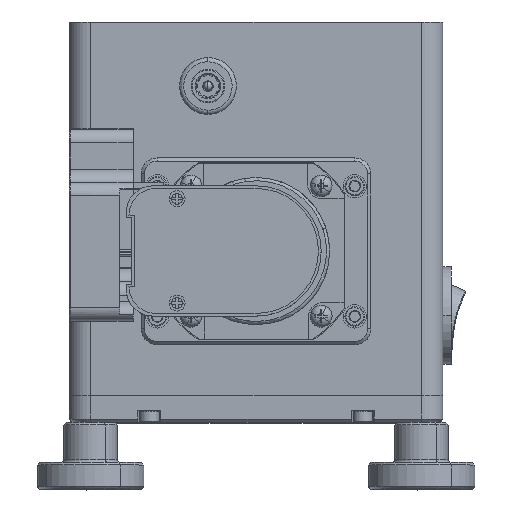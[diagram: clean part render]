
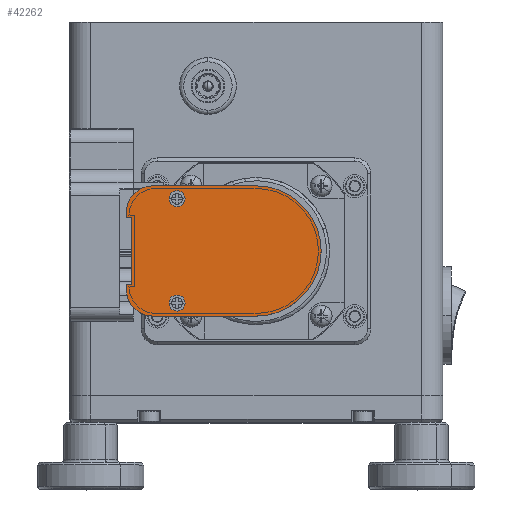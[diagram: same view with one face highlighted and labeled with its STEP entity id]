
A CAD part, top view. The second image highlights one B-rep face of the part: STEP entity #42262.
In plain terms, the highlighted planar face has unit normal (0, 0, 1).
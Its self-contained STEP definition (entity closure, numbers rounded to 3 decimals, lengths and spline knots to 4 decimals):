
#336 = DIRECTION ( 'NONE',  ( 0., -1., 0. ) ) ;
#665 = DIRECTION ( 'NONE',  ( 0., 0., 1. ) ) ;
#822 = EDGE_CURVE ( 'NONE', #67581, #101866, #42959, .T. ) ;
#927 = VECTOR ( 'NONE', #31026, 39.3701 ) ;
#3234 = VERTEX_POINT ( 'NONE', #92191 ) ;
#3602 = CARTESIAN_POINT ( 'NONE',  ( -0.965, 0.9917, 3.8197 ) ) ;
#6385 = AXIS2_PLACEMENT_3D ( 'NONE', #88003, #7644, #336 ) ;
#6521 = CARTESIAN_POINT ( 'NONE',  ( 0., 2.2117, 3.8197 ) ) ;
#7644 = DIRECTION ( 'NONE',  ( 0., 0., 1. ) ) ;
#9472 = EDGE_CURVE ( 'NONE', #79785, #33186, #47710, .T. ) ;
#10053 = DIRECTION ( 'NONE',  ( 0., -1., 0. ) ) ;
#10212 = VERTEX_POINT ( 'NONE', #50395 ) ;
#11147 = ORIENTED_EDGE ( 'NONE', *, *, #102750, .F. ) ;
#12487 = FACE_BOUND ( 'NONE', #69482, .T. ) ;
#12706 = ORIENTED_EDGE ( 'NONE', *, *, #31574, .T. ) ;
#12724 = LINE ( 'NONE', #28389, #85610 ) ;
#13331 = AXIS2_PLACEMENT_3D ( 'NONE', #53824, #28759, #101725 ) ;
#14324 = LINE ( 'NONE', #6521, #927 ) ;
#15557 = CARTESIAN_POINT ( 'NONE',  ( -1.215, 1.9617, 3.8197 ) ) ;
#16317 = CIRCLE ( 'NONE', #43014, 0.075 ) ;
#19822 = DIRECTION ( 'NONE',  ( -1., 0., 0. ) ) ;
#20394 = CARTESIAN_POINT ( 'NONE',  ( 0., 0.9917, 3.8197 ) ) ;
#20977 = CIRCLE ( 'NONE', #69188, 0.25 ) ;
#21877 = FACE_OUTER_BOUND ( 'NONE', #27875, .T. ) ;
#22574 = CARTESIAN_POINT ( 'NONE',  ( -0.74, 2.0897, 3.8197 ) ) ;
#23094 = DIRECTION ( 'NONE',  ( -1., 0., 0. ) ) ;
#26191 = CARTESIAN_POINT ( 'NONE',  ( -0.665, 1.1137, 3.8197 ) ) ;
#26549 = CIRCLE ( 'NONE', #61522, 0.075 ) ;
#26750 = DIRECTION ( 'NONE',  ( 0., 0., 1. ) ) ;
#26860 = VECTOR ( 'NONE', #52404, 39.3701 ) ;
#27329 = EDGE_CURVE ( 'NONE', #80148, #95153, #14324, .T. ) ;
#27875 = EDGE_LOOP ( 'NONE', ( #92165, #42711, #39235, #88943, #77590, #60434, #47429, #12706, #51917, #65758 ) ) ;
#28389 = CARTESIAN_POINT ( 'NONE',  ( -0.965, 0.9917, 3.8197 ) ) ;
#28759 = DIRECTION ( 'NONE',  ( 0., 0., 1. ) ) ;
#28811 = CARTESIAN_POINT ( 'NONE',  ( -0.965, 1.2417, 3.8197 ) ) ;
#29186 = DIRECTION ( 'NONE',  ( 0., 0., 1. ) ) ;
#29522 = EDGE_CURVE ( 'NONE', #95153, #85869, #44761, .T. ) ;
#31026 = DIRECTION ( 'NONE',  ( -1., 0., 0. ) ) ;
#31454 = EDGE_CURVE ( 'NONE', #85869, #96408, #81595, .T. ) ;
#31574 = EDGE_CURVE ( 'NONE', #3234, #10212, #53946, .T. ) ;
#32919 = AXIS2_PLACEMENT_3D ( 'NONE', #91288, #29186, #19822 ) ;
#32963 = AXIS2_PLACEMENT_3D ( 'NONE', #72891, #57800, #82278 ) ;
#33186 = VERTEX_POINT ( 'NONE', #41923 ) ;
#34156 = DIRECTION ( 'NONE',  ( 0., -1., 0. ) ) ;
#34958 = LINE ( 'NONE', #89722, #43724 ) ;
#37032 = PLANE ( 'NONE',  #32919 ) ;
#38837 = CARTESIAN_POINT ( 'NONE',  ( -1.215, 1.9117, 3.8197 ) ) ;
#39235 = ORIENTED_EDGE ( 'NONE', *, *, #29522, .T. ) ;
#40081 = DIRECTION ( 'NONE',  ( -1., 0., 0. ) ) ;
#41923 = CARTESIAN_POINT ( 'NONE',  ( -0.815, 1.1137, 3.8197 ) ) ;
#42262 = ADVANCED_FACE ( 'NONE', ( #12487, #83444, #21877 ), #37032, .T. ) ;
#42711 = ORIENTED_EDGE ( 'NONE', *, *, #27329, .T. ) ;
#42959 = LINE ( 'NONE', #90914, #80539 ) ;
#43014 = AXIS2_PLACEMENT_3D ( 'NONE', #56237, #94308, #40081 ) ;
#43724 = VECTOR ( 'NONE', #98044, 39.3701 ) ;
#43832 = CARTESIAN_POINT ( 'NONE',  ( -0.665, 2.0897, 3.8197 ) ) ;
#44761 = CIRCLE ( 'NONE', #6385, 0.25 ) ;
#47273 = CARTESIAN_POINT ( 'NONE',  ( -0.815, 2.0897, 3.8197 ) ) ;
#47429 = ORIENTED_EDGE ( 'NONE', *, *, #60870, .T. ) ;
#47710 = CIRCLE ( 'NONE', #61041, 0.075 ) ;
#50395 = CARTESIAN_POINT ( 'NONE',  ( -1.215, 1.2417, 3.8197 ) ) ;
#51917 = ORIENTED_EDGE ( 'NONE', *, *, #74514, .T. ) ;
#52149 = CARTESIAN_POINT ( 'NONE',  ( -1.165, 1.2917, 3.8197 ) ) ;
#52404 = DIRECTION ( 'NONE',  ( 0., -1., 0. ) ) ;
#53824 = CARTESIAN_POINT ( 'NONE',  ( -0.74, 2.0897, 3.8197 ) ) ;
#53946 = LINE ( 'NONE', #77867, #26860 ) ;
#54491 = CARTESIAN_POINT ( 'NONE',  ( -0.965, 2.2117, 3.8197 ) ) ;
#54772 = DIRECTION ( 'NONE',  ( -1., 0., 0. ) ) ;
#55257 = VERTEX_POINT ( 'NONE', #20394 ) ;
#55272 = LINE ( 'NONE', #70356, #88765 ) ;
#56237 = CARTESIAN_POINT ( 'NONE',  ( -0.74, 1.1137, 3.8197 ) ) ;
#56890 = VECTOR ( 'NONE', #34156, 39.3701 ) ;
#57800 = DIRECTION ( 'NONE',  ( 0., 0., 1. ) ) ;
#59966 = CIRCLE ( 'NONE', #13331, 0.075 ) ;
#60434 = ORIENTED_EDGE ( 'NONE', *, *, #822, .T. ) ;
#60870 = EDGE_CURVE ( 'NONE', #101866, #3234, #55272, .T. ) ;
#61041 = AXIS2_PLACEMENT_3D ( 'NONE', #64292, #665, #80476 ) ;
#61228 = DIRECTION ( 'NONE',  ( 1., 0., 0. ) ) ;
#61522 = AXIS2_PLACEMENT_3D ( 'NONE', #22574, #86713, #23094 ) ;
#62939 = CIRCLE ( 'NONE', #32963, 0.61 ) ;
#64292 = CARTESIAN_POINT ( 'NONE',  ( -0.74, 1.1137, 3.8197 ) ) ;
#64517 = CARTESIAN_POINT ( 'NONE',  ( 0., 2.2117, 3.8197 ) ) ;
#65758 = ORIENTED_EDGE ( 'NONE', *, *, #91164, .T. ) ;
#65917 = CARTESIAN_POINT ( 'NONE',  ( -1.215, 1.9617, 3.8197 ) ) ;
#67581 = VERTEX_POINT ( 'NONE', #102258 ) ;
#68120 = EDGE_CURVE ( 'NONE', #55257, #80148, #62939, .T. ) ;
#69188 = AXIS2_PLACEMENT_3D ( 'NONE', #28811, #26750, #90369 ) ;
#69482 = EDGE_LOOP ( 'NONE', ( #86464, #89230 ) ) ;
#70356 = CARTESIAN_POINT ( 'NONE',  ( -1.165, 1.2917, 3.8197 ) ) ;
#70381 = EDGE_CURVE ( 'NONE', #96408, #67581, #34958, .T. ) ;
#70455 = VERTEX_POINT ( 'NONE', #3602 ) ;
#72891 = CARTESIAN_POINT ( 'NONE',  ( 0., 1.6017, 3.8197 ) ) ;
#74514 = EDGE_CURVE ( 'NONE', #10212, #70455, #20977, .T. ) ;
#74882 = VERTEX_POINT ( 'NONE', #43832 ) ;
#77590 = ORIENTED_EDGE ( 'NONE', *, *, #70381, .T. ) ;
#77867 = CARTESIAN_POINT ( 'NONE',  ( -1.215, 1.2917, 3.8197 ) ) ;
#79785 = VERTEX_POINT ( 'NONE', #26191 ) ;
#80148 = VERTEX_POINT ( 'NONE', #64517 ) ;
#80476 = DIRECTION ( 'NONE',  ( -1., 0., 0. ) ) ;
#80539 = VECTOR ( 'NONE', #10053, 39.3701 ) ;
#81313 = EDGE_CURVE ( 'NONE', #74882, #94846, #59966, .T. ) ;
#81595 = LINE ( 'NONE', #65917, #56890 ) ;
#82278 = DIRECTION ( 'NONE',  ( 0., -1., 0. ) ) ;
#83444 = FACE_BOUND ( 'NONE', #92138, .T. ) ;
#85610 = VECTOR ( 'NONE', #61228, 39.3701 ) ;
#85869 = VERTEX_POINT ( 'NONE', #15557 ) ;
#86464 = ORIENTED_EDGE ( 'NONE', *, *, #9472, .F. ) ;
#86713 = DIRECTION ( 'NONE',  ( 0., 0., 1. ) ) ;
#87074 = ORIENTED_EDGE ( 'NONE', *, *, #81313, .F. ) ;
#88003 = CARTESIAN_POINT ( 'NONE',  ( -0.965, 1.9617, 3.8197 ) ) ;
#88765 = VECTOR ( 'NONE', #54772, 39.3701 ) ;
#88943 = ORIENTED_EDGE ( 'NONE', *, *, #31454, .T. ) ;
#89230 = ORIENTED_EDGE ( 'NONE', *, *, #101963, .F. ) ;
#89722 = CARTESIAN_POINT ( 'NONE',  ( -1.215, 1.9117, 3.8197 ) ) ;
#90369 = DIRECTION ( 'NONE',  ( 0., -1., 0. ) ) ;
#90914 = CARTESIAN_POINT ( 'NONE',  ( -1.165, 1.9117, 3.8197 ) ) ;
#91164 = EDGE_CURVE ( 'NONE', #70455, #55257, #12724, .T. ) ;
#91288 = CARTESIAN_POINT ( 'NONE',  ( 0., 1.6017, 3.8197 ) ) ;
#92138 = EDGE_LOOP ( 'NONE', ( #87074, #11147 ) ) ;
#92165 = ORIENTED_EDGE ( 'NONE', *, *, #68120, .T. ) ;
#92191 = CARTESIAN_POINT ( 'NONE',  ( -1.215, 1.2917, 3.8197 ) ) ;
#94308 = DIRECTION ( 'NONE',  ( 0., 0., 1. ) ) ;
#94846 = VERTEX_POINT ( 'NONE', #47273 ) ;
#95153 = VERTEX_POINT ( 'NONE', #54491 ) ;
#96408 = VERTEX_POINT ( 'NONE', #38837 ) ;
#98044 = DIRECTION ( 'NONE',  ( 1., 0., 0. ) ) ;
#101725 = DIRECTION ( 'NONE',  ( -1., 0., 0. ) ) ;
#101866 = VERTEX_POINT ( 'NONE', #52149 ) ;
#101963 = EDGE_CURVE ( 'NONE', #33186, #79785, #16317, .T. ) ;
#102258 = CARTESIAN_POINT ( 'NONE',  ( -1.165, 1.9117, 3.8197 ) ) ;
#102750 = EDGE_CURVE ( 'NONE', #94846, #74882, #26549, .T. ) ;
